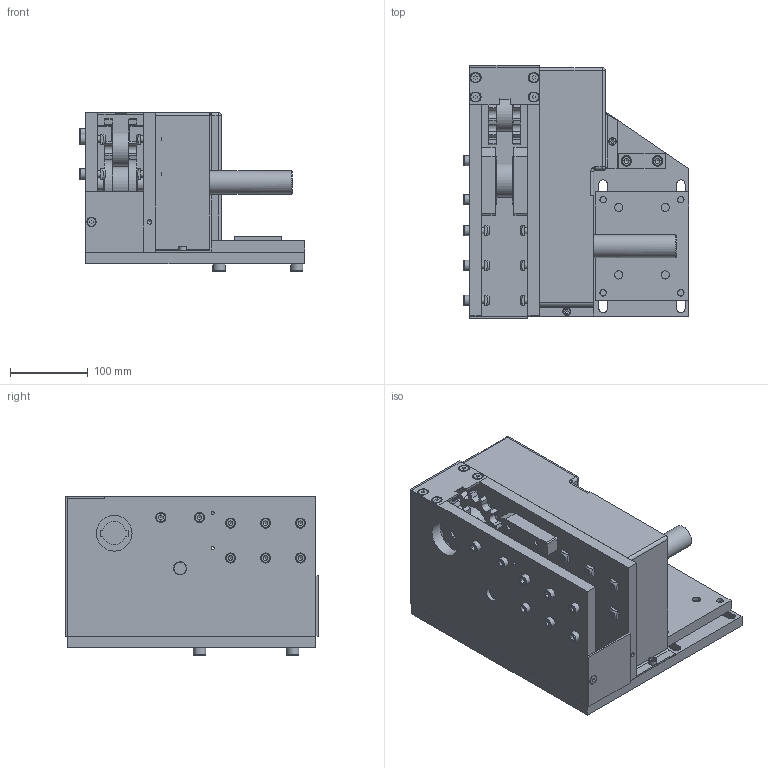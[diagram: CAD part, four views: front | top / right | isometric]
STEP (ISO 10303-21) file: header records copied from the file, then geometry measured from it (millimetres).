
FILE_DESCRIPTION((''),'2;1');
FILE_NAME('939921MS.stp','2010-09-05T12:53:47',('Jarda'),(''),'Autodesk Inventor 2010','Autodesk Inventor 2010','');
FILE_SCHEMA(('AUTOMOTIVE_DESIGN { 1 0 10303 214 1 1 1 1 }'));
Length unit declared in the file: millimetre
Products named in the file (27): 939921MS; 939921M; 939921-04-06C; 939921-04-07C; 939921-04-09; 939921-04-11; 939921-04-15A; 939921-04-16; 939921-04-18; 939921-04-20; 939921-04-22; 939921-04-08A; 939920-04-10A; 939920-04-12A; 939920-04-13; 939921-20-30; 939921-04-21; 939921-04-19; DIN 912 M6 x 20; DIN 912 - nahrazený DIN EN ISO 4762 M10 x 25; DIN 912 M8 x 20; DIN 625 SKF– s oboustranným zakrytím SKF 6003-2Z; DIN 7991 200610.4; DIN 912 M6 x 16; DIN 912 M8 x 30; DIN 912 M8 x 25; Matice 45 210800
Assembly tree (73 placements, depth 3):
  939921MS
    939921M
      939921-04-06C
      939921-04-07C
      939921-04-09
      939921-04-11
      939921-04-15A
      939921-04-16
      939921-04-18
      939921-04-20
      939921-04-22  x2
      939921-04-08A
      939920-04-10A
      939920-04-12A
      939920-04-13
      939921-20-30
      939921-04-21
      939921-04-19
      DIN 912 M6 x 20  x8
      DIN 912 - nahrazený DIN EN ISO 4762 M10 x 25  x4
      DIN 912 M8 x 20  x2
      DIN 625 SKF– s oboustranným zakrytím SKF 6003-2Z  x2
      DIN 7991 200610.4  x9
      DIN 912 M6 x 16  x2
      DIN 912 M8 x 30  x4
    DIN 912 M8 x 25  x12
    Matice 45 210800  x12
Bounding box: 290 x 326.92 x 205.21 mm (x, y, z)
Volume: 3853670.9 mm3; surface area: 908455.9 mm2
Topology: 72 solids, 72 shells, 1476 faces, 3699 edges, 2399 vertices
Faces by surface type: plane 726, cylinder 243, cone 220, bspline 197, torus 72, sphere 18
Full cylindrical faces by diameter (mm): 6 x19, 8 x18, 10 x14, 12 x9, 13 x18, 16 x4, 16.2 x2, 17 x5, 22.76 x4, 29.24 x4, 30 x2, 35 x4, 44 x2, 52 x1, 61.5 x2, 75 x1
Entity records: 28944 total; most frequent: CARTESIAN_POINT 8550, ORIENTED_EDGE 3966, DIRECTION 3957, EDGE_CURVE 1983, AXIS2_PLACEMENT_3D 1523, VERTEX_POINT 1401, EDGE_LOOP 1214, VECTOR 911
